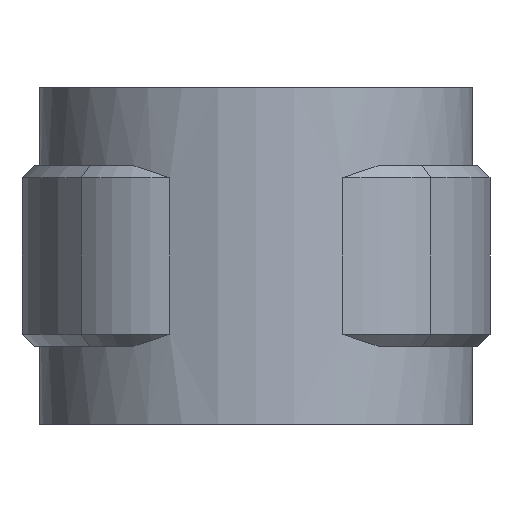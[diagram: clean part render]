
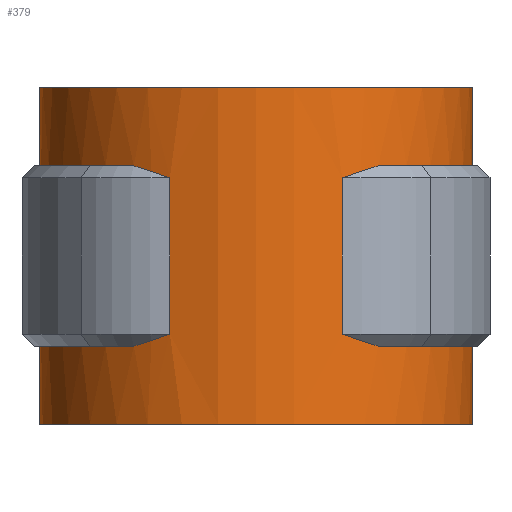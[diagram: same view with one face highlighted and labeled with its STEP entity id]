
A CAD part, front view. The second image highlights one B-rep face of the part: STEP entity #379.
In plain terms, the highlighted cylindrical face has radius 18.035 mm (diameter 36.07 mm), a partial arc.
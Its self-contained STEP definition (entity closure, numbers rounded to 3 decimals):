
#379 = ADVANCED_FACE( '', ( #643 ), #644, .T. );
#643 = FACE_OUTER_BOUND( '', #1237, .T. );
#644 = CYLINDRICAL_SURFACE( '', #1238, 18.035 );
#1237 = EDGE_LOOP( '', ( #2574, #2575, #2576, #2577, #2578, #2579, #2580, #2581, #2582, #2583, #2584, #2585, #2586, #2587, #2588, #2589 ) );
#1238 = AXIS2_PLACEMENT_3D( '', #2590, #2591, #2592 );
#2574 = ORIENTED_EDGE( '', *, *, #4056, .F. );
#2575 = ORIENTED_EDGE( '', *, *, #4053, .T. );
#2576 = ORIENTED_EDGE( '', *, *, #4057, .T. );
#2577 = ORIENTED_EDGE( '', *, *, #4058, .T. );
#2578 = ORIENTED_EDGE( '', *, *, #4059, .T. );
#2579 = ORIENTED_EDGE( '', *, *, #4060, .T. );
#2580 = ORIENTED_EDGE( '', *, *, #4061, .T. );
#2581 = ORIENTED_EDGE( '', *, *, #3985, .F. );
#2582 = ORIENTED_EDGE( '', *, *, #4062, .T. );
#2583 = ORIENTED_EDGE( '', *, *, #4063, .T. );
#2584 = ORIENTED_EDGE( '', *, *, #4064, .T. );
#2585 = ORIENTED_EDGE( '', *, *, #4065, .T. );
#2586 = ORIENTED_EDGE( '', *, *, #4066, .F. );
#2587 = ORIENTED_EDGE( '', *, *, #3979, .F. );
#2588 = ORIENTED_EDGE( '', *, *, #3977, .F. );
#2589 = ORIENTED_EDGE( '', *, *, #4067, .T. );
#2590 = CARTESIAN_POINT( '', ( 0., 0., -26.5 ) );
#2591 = DIRECTION( '', ( 0., 0., -1. ) );
#2592 = DIRECTION( '', ( 0., -1., 0. ) );
#3977 = EDGE_CURVE( '', #4573, #4556, #4575, .T. );
#3979 = EDGE_CURVE( '', #4556, #4578, #4579, .T. );
#3985 = EDGE_CURVE( '', #4588, #4590, #4591, .T. );
#4053 = EDGE_CURVE( '', #4712, #4710, #4713, .T. );
#4056 = EDGE_CURVE( '', #4712, #4716, #4717, .T. );
#4057 = EDGE_CURVE( '', #4710, #4718, #4719, .T. );
#4058 = EDGE_CURVE( '', #4718, #4720, #4721, .T. );
#4059 = EDGE_CURVE( '', #4720, #4722, #4723, .T. );
#4060 = EDGE_CURVE( '', #4722, #4724, #4725, .T. );
#4061 = EDGE_CURVE( '', #4724, #4590, #4726, .T. );
#4062 = EDGE_CURVE( '', #4588, #4727, #4728, .T. );
#4063 = EDGE_CURVE( '', #4727, #4729, #4730, .T. );
#4064 = EDGE_CURVE( '', #4729, #4731, #4732, .F. );
#4065 = EDGE_CURVE( '', #4731, #4733, #4734, .T. );
#4066 = EDGE_CURVE( '', #4578, #4733, #4735, .T. );
#4067 = EDGE_CURVE( '', #4573, #4716, #4736, .T. );
#4556 = VERTEX_POINT( '', #6114 );
#4573 = VERTEX_POINT( '', #6136 );
#4575 = CIRCLE( '', #6139, 18.035 );
#4578 = VERTEX_POINT( '', #6143 );
#4579 = LINE( '', #6144, #6145 );
#4588 = VERTEX_POINT( '', #6162 );
#4590 = VERTEX_POINT( '', #6165 );
#4591 = LINE( '', #6166, #6167 );
#4710 = VERTEX_POINT( '', #6485 );
#4712 = VERTEX_POINT( '', #6487 );
#4713 = B_SPLINE_CURVE_WITH_KNOTS( '', 3, ( #6488, #6489, #6490, #6491 ), .UNSPECIFIED., .F., .F., ( 4, 4 ), ( 0., 0.004 ), .UNSPECIFIED. );
#4716 = VERTEX_POINT( '', #6495 );
#4717 = CIRCLE( '', #6496, 18.035 );
#4718 = VERTEX_POINT( '', #6497 );
#4719 = LINE( '', #6498, #6499 );
#4720 = VERTEX_POINT( '', #6500 );
#4721 = B_SPLINE_CURVE_WITH_KNOTS( '', 3, ( #6501, #6502, #6503, #6504 ), .UNSPECIFIED., .F., .F., ( 4, 4 ), ( 0., 0.004 ), .UNSPECIFIED. );
#4722 = VERTEX_POINT( '', #6505 );
#4723 = CIRCLE( '', #6506, 18.035 );
#4724 = VERTEX_POINT( '', #6507 );
#4725 = LINE( '', #6508, #6509 );
#4726 = CIRCLE( '', #6510, 18.035 );
#4727 = VERTEX_POINT( '', #6511 );
#4728 = CIRCLE( '', #6512, 18.035 );
#4729 = VERTEX_POINT( '', #6513 );
#4730 = B_SPLINE_CURVE_WITH_KNOTS( '', 3, ( #6514, #6515, #6516, #6517 ), .UNSPECIFIED., .F., .F., ( 4, 4 ), ( 0., 0.004 ), .UNSPECIFIED. );
#4731 = VERTEX_POINT( '', #6518 );
#4732 = LINE( '', #6519, #6520 );
#4733 = VERTEX_POINT( '', #6521 );
#4734 = B_SPLINE_CURVE_WITH_KNOTS( '', 3, ( #6522, #6523, #6524, #6525 ), .UNSPECIFIED., .F., .F., ( 4, 4 ), ( 0., 0.004 ), .UNSPECIFIED. );
#4735 = CIRCLE( '', #6526, 18.035 );
#4736 = LINE( '', #6527, #6528 );
#6114 = CARTESIAN_POINT( '', ( -6.1, 16.972, -26.5 ) );
#6136 = CARTESIAN_POINT( '', ( 6.1, 16.972, -26.5 ) );
#6139 = AXIS2_PLACEMENT_3D( '', #7873, #7874, #7875 );
#6143 = CARTESIAN_POINT( '', ( -6.1, 16.972, -20. ) );
#6144 = CARTESIAN_POINT( '', ( -6.1, 16.972, -26.5 ) );
#6145 = VECTOR( '', #7877, 1000. );
#6162 = CARTESIAN_POINT( '', ( -6.1, 16.972, -5. ) );
#6165 = CARTESIAN_POINT( '', ( -6.1, 16.972, 1.5 ) );
#6166 = CARTESIAN_POINT( '', ( -6.1, 16.972, -26.5 ) );
#6167 = VECTOR( '', #7881, 1000. );
#6485 = CARTESIAN_POINT( '', ( 7.172, -16.547, -19. ) );
#6487 = CARTESIAN_POINT( '', ( 10.17, -14.894, -20. ) );
#6488 = CARTESIAN_POINT( '', ( 10.17, -14.894, -20. ) );
#6489 = CARTESIAN_POINT( '', ( 9.206, -15.553, -19.74 ) );
#6490 = CARTESIAN_POINT( '', ( 8.207, -16.099, -19.398 ) );
#6491 = CARTESIAN_POINT( '', ( 7.172, -16.547, -19. ) );
#6495 = CARTESIAN_POINT( '', ( 6.1, 16.972, -20. ) );
#6496 = AXIS2_PLACEMENT_3D( '', #7979, #7980, #7981 );
#6497 = CARTESIAN_POINT( '', ( 7.172, -16.547, -6. ) );
#6498 = CARTESIAN_POINT( '', ( 7.172, -16.547, -12.5 ) );
#6499 = VECTOR( '', #7982, 1000. );
#6500 = CARTESIAN_POINT( '', ( 10.17, -14.894, -5. ) );
#6501 = CARTESIAN_POINT( '', ( 7.172, -16.547, -6. ) );
#6502 = CARTESIAN_POINT( '', ( 8.207, -16.099, -5.602 ) );
#6503 = CARTESIAN_POINT( '', ( 9.206, -15.553, -5.26 ) );
#6504 = CARTESIAN_POINT( '', ( 10.17, -14.894, -5. ) );
#6505 = CARTESIAN_POINT( '', ( 6.1, 16.972, -5. ) );
#6506 = AXIS2_PLACEMENT_3D( '', #7983, #7984, #7985 );
#6507 = CARTESIAN_POINT( '', ( 6.1, 16.972, 1.5 ) );
#6508 = CARTESIAN_POINT( '', ( 6.1, 16.972, -26.5 ) );
#6509 = VECTOR( '', #7986, 1000. );
#6510 = AXIS2_PLACEMENT_3D( '', #7987, #7988, #7989 );
#6511 = CARTESIAN_POINT( '', ( -10.17, -14.894, -5. ) );
#6512 = AXIS2_PLACEMENT_3D( '', #7990, #7991, #7992 );
#6513 = CARTESIAN_POINT( '', ( -7.172, -16.547, -6. ) );
#6514 = CARTESIAN_POINT( '', ( -10.17, -14.894, -5. ) );
#6515 = CARTESIAN_POINT( '', ( -9.206, -15.553, -5.26 ) );
#6516 = CARTESIAN_POINT( '', ( -8.207, -16.099, -5.602 ) );
#6517 = CARTESIAN_POINT( '', ( -7.172, -16.547, -6. ) );
#6518 = CARTESIAN_POINT( '', ( -7.172, -16.547, -19. ) );
#6519 = CARTESIAN_POINT( '', ( -7.172, -16.547, -12.5 ) );
#6520 = VECTOR( '', #7993, 1000. );
#6521 = CARTESIAN_POINT( '', ( -10.17, -14.894, -20. ) );
#6522 = CARTESIAN_POINT( '', ( -7.172, -16.547, -19. ) );
#6523 = CARTESIAN_POINT( '', ( -8.207, -16.099, -19.398 ) );
#6524 = CARTESIAN_POINT( '', ( -9.206, -15.553, -19.74 ) );
#6525 = CARTESIAN_POINT( '', ( -10.17, -14.894, -20. ) );
#6526 = AXIS2_PLACEMENT_3D( '', #7994, #7995, #7996 );
#6527 = CARTESIAN_POINT( '', ( 6.1, 16.972, -26.5 ) );
#6528 = VECTOR( '', #7997, 1000. );
#7873 = CARTESIAN_POINT( '', ( 0., 0., -26.5 ) );
#7874 = DIRECTION( '', ( 0., 0., -1. ) );
#7875 = DIRECTION( '', ( 1., 0., 0. ) );
#7877 = DIRECTION( '', ( 0., 0., 1. ) );
#7881 = DIRECTION( '', ( 0., 0., 1. ) );
#7979 = CARTESIAN_POINT( '', ( 0., 0., -20. ) );
#7980 = DIRECTION( '', ( 0., 0., 1. ) );
#7981 = DIRECTION( '', ( 1., 0., 0. ) );
#7982 = DIRECTION( '', ( 0., 0., 1. ) );
#7983 = CARTESIAN_POINT( '', ( 0., 0., -5. ) );
#7984 = DIRECTION( '', ( 0., 0., 1. ) );
#7985 = DIRECTION( '', ( 1., 0., 0. ) );
#7986 = DIRECTION( '', ( 0., 0., 1. ) );
#7987 = CARTESIAN_POINT( '', ( 0., 0., 1.5 ) );
#7988 = DIRECTION( '', ( 0., 0., -1. ) );
#7989 = DIRECTION( '', ( 1., 0., 0. ) );
#7990 = CARTESIAN_POINT( '', ( 0., 0., -5. ) );
#7991 = DIRECTION( '', ( 0., 0., 1. ) );
#7992 = DIRECTION( '', ( 1., 0., 0. ) );
#7993 = DIRECTION( '', ( 0., 0., 1. ) );
#7994 = CARTESIAN_POINT( '', ( 0., 0., -20. ) );
#7995 = DIRECTION( '', ( 0., 0., 1. ) );
#7996 = DIRECTION( '', ( 1., 0., 0. ) );
#7997 = DIRECTION( '', ( 0., 0., 1. ) );
